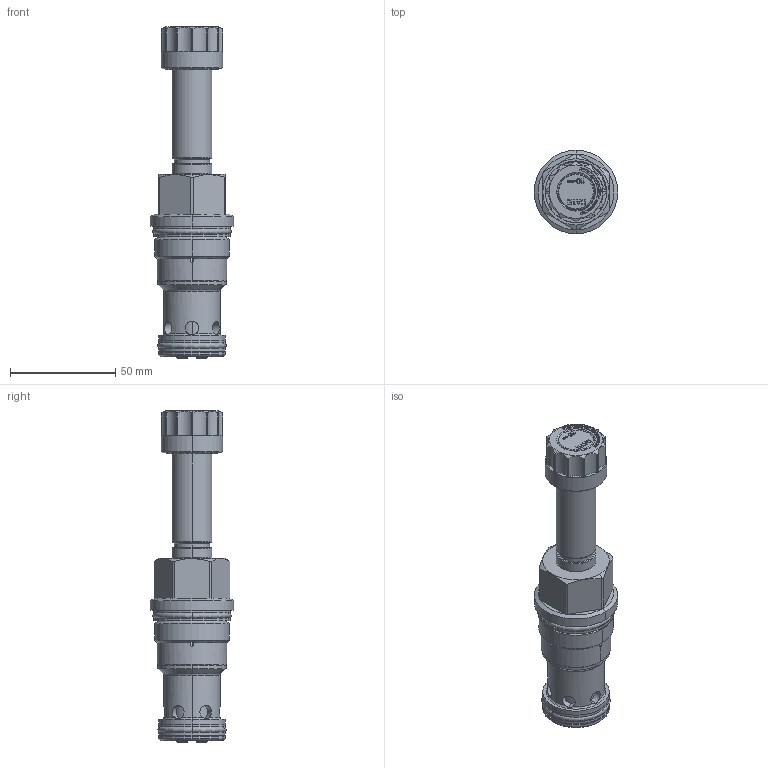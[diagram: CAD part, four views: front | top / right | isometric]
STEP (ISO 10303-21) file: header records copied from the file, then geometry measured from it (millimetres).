
FILE_DESCRIPTION((''),'2;1');
FILE_NAME('FPHK-XCN_PRT','2015-04-05T',('Administrator'),(''),'PRO/ENGINEER BY PARAMETRIC TECHNOLOGY CORPORATION, 2006240','PRO/ENGINEER BY PARAMETRIC TECHNOLOGY CORPORATION, 2006240','');
FILE_SCHEMA(('CONFIG_CONTROL_DESIGN'));
Length unit declared in the file: inch
Products named in the file (1): FPHK-XCN_PRT
Bounding box: 39.6 x 39.6 x 157.76 mm (x, y, z)
Volume: 80818.2 mm3; surface area: 33465.3 mm2
Topology: 3 solids, 7 shells, 1017 faces, 2668 edges, 1728 vertices
Faces by surface type: plane 711, cylinder 167, cone 59, torus 56, revolution 10, sphere 10, bspline 4
Entity records: 36424 total; most frequent: CARTESIAN_POINT 11157, ORIENTED_EDGE 5324, DIRECTION 5039, EDGE_CURVE 2662, VECTOR 2007, LINE 2007, VERTEX_POINT 1728, AXIS2_PLACEMENT_3D 1511
